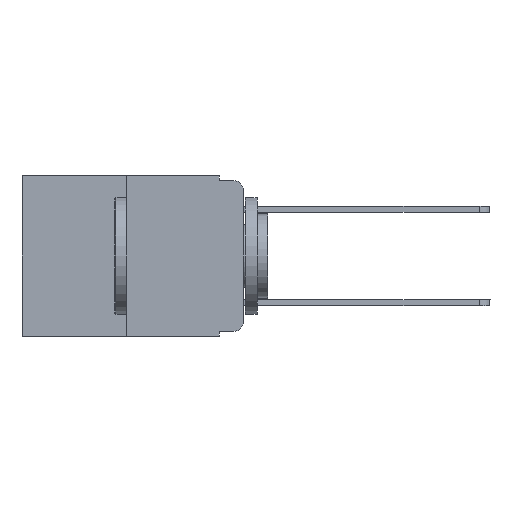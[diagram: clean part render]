
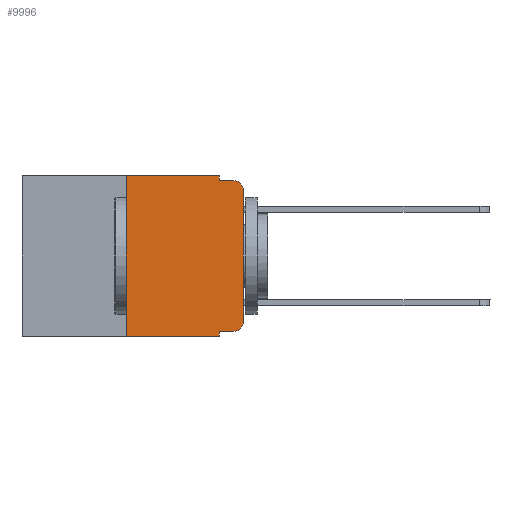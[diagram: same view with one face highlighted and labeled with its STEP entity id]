
A CAD part, left-side view. The second image highlights one B-rep face of the part: STEP entity #9996.
In plain terms, the highlighted planar face has unit normal (-1, 0, 0).
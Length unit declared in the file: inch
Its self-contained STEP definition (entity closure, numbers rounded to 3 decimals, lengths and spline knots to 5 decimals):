
#12 = LINE ( 'NONE', #7252, #8722 ) ;
#338 = CARTESIAN_POINT ( 'NONE',  ( 0., 0.02, -0.01 ) ) ;
#394 = VERTEX_POINT ( 'NONE', #12739 ) ;
#436 = DIRECTION ( 'NONE',  ( 0., -1., 0. ) ) ;
#501 = CARTESIAN_POINT ( 'NONE',  ( 0., 0.02, -0.03 ) ) ;
#574 = VERTEX_POINT ( 'NONE', #11920 ) ;
#643 = VECTOR ( 'NONE', #8218, 39.37008 ) ;
#679 = DIRECTION ( 'NONE',  ( 0., 0., -1. ) ) ;
#765 = LINE ( 'NONE', #1226, #5096 ) ;
#1226 = CARTESIAN_POINT ( 'NONE',  ( 0., 0.051, 0. ) ) ;
#1644 = EDGE_CURVE ( 'NONE', #2220, #574, #8748, .T. ) ;
#1655 = CARTESIAN_POINT ( 'NONE',  ( 0., 0., -0.313 ) ) ;
#2117 = CARTESIAN_POINT ( 'NONE',  ( 0., 0.473, 0. ) ) ;
#2220 = VERTEX_POINT ( 'NONE', #10977 ) ;
#2369 = CARTESIAN_POINT ( 'NONE',  ( 0., 0.25, 0. ) ) ;
#3139 = CARTESIAN_POINT ( 'NONE',  ( 0., 0.051, -0.343 ) ) ;
#3238 = VERTEX_POINT ( 'NONE', #10344 ) ;
#3383 = VECTOR ( 'NONE', #6245, 39.37008 ) ;
#4031 = AXIS2_PLACEMENT_3D ( 'NONE', #501, #6036, #679 ) ;
#4145 = FACE_OUTER_BOUND ( 'NONE', #7823, .T. ) ;
#4635 = DIRECTION ( 'NONE',  ( 0., 0., 1. ) ) ;
#4679 = CARTESIAN_POINT ( 'NONE',  ( 0., 0.051, -0.01 ) ) ;
#4929 = EDGE_CURVE ( 'NONE', #9675, #3238, #6796, .T. ) ;
#4932 = VERTEX_POINT ( 'NONE', #2369 ) ;
#4953 = ORIENTED_EDGE ( 'NONE', *, *, #1644, .T. ) ;
#5096 = VECTOR ( 'NONE', #9671, 39.37008 ) ;
#5271 = ORIENTED_EDGE ( 'NONE', *, *, #9863, .F. ) ;
#5767 = VERTEX_POINT ( 'NONE', #9214 ) ;
#6036 = DIRECTION ( 'NONE',  ( -1., 0., 0. ) ) ;
#6134 = ORIENTED_EDGE ( 'NONE', *, *, #12309, .F. ) ;
#6245 = DIRECTION ( 'NONE',  ( 0., -1., 0. ) ) ;
#6269 = CARTESIAN_POINT ( 'NONE',  ( 0., 0.051, 0. ) ) ;
#6311 = LINE ( 'NONE', #6269, #643 ) ;
#6720 = VECTOR ( 'NONE', #11809, 39.37008 ) ;
#6796 = LINE ( 'NONE', #7842, #11991 ) ;
#7142 = ORIENTED_EDGE ( 'NONE', *, *, #4929, .T. ) ;
#7183 = CIRCLE ( 'NONE', #4031, 0.02 ) ;
#7252 = CARTESIAN_POINT ( 'NONE',  ( 0., 0.473, -0.343 ) ) ;
#7253 = AXIS2_PLACEMENT_3D ( 'NONE', #12930, #7581, #13071 ) ;
#7293 = ORIENTED_EDGE ( 'NONE', *, *, #11549, .T. ) ;
#7502 = CARTESIAN_POINT ( 'NONE',  ( 0., 0.25, 0. ) ) ;
#7581 = DIRECTION ( 'NONE',  ( 1., 0., 0. ) ) ;
#7823 = EDGE_LOOP ( 'NONE', ( #7142, #9672, #6134, #9868, #5271, #9799, #8017, #13649, #4953, #7293 ) ) ;
#7842 = CARTESIAN_POINT ( 'NONE',  ( 0., 0., 0. ) ) ;
#7931 = LINE ( 'NONE', #2117, #3383 ) ;
#8017 = ORIENTED_EDGE ( 'NONE', *, *, #13581, .T. ) ;
#8218 = DIRECTION ( 'NONE',  ( 0., 0., -1. ) ) ;
#8334 = LINE ( 'NONE', #7502, #10831 ) ;
#8588 = DIRECTION ( 'NONE',  ( 0., 0., 1. ) ) ;
#8722 = VECTOR ( 'NONE', #10462, 39.37008 ) ;
#8748 = LINE ( 'NONE', #10735, #6720 ) ;
#9214 = CARTESIAN_POINT ( 'NONE',  ( 0., 0.051, 0. ) ) ;
#9294 = VERTEX_POINT ( 'NONE', #10421 ) ;
#9363 = EDGE_CURVE ( 'NONE', #394, #4932, #8334, .T. ) ;
#9558 = DIRECTION ( 'NONE',  ( 0., 0., -1. ) ) ;
#9647 = LINE ( 'NONE', #4679, #10134 ) ;
#9671 = DIRECTION ( 'NONE',  ( 0., 0., -1. ) ) ;
#9672 = ORIENTED_EDGE ( 'NONE', *, *, #13228, .T. ) ;
#9675 = VERTEX_POINT ( 'NONE', #1655 ) ;
#9799 = ORIENTED_EDGE ( 'NONE', *, *, #9363, .F. ) ;
#9863 = EDGE_CURVE ( 'NONE', #4932, #5767, #7931, .T. ) ;
#9868 = ORIENTED_EDGE ( 'NONE', *, *, #11959, .F. ) ;
#9996 = ADVANCED_FACE ( 'NONE', ( #4145 ), #11974, .F. ) ;
#10134 = VECTOR ( 'NONE', #436, 39.37008 ) ;
#10210 = AXIS2_PLACEMENT_3D ( 'NONE', #11735, #12599, #9558 ) ;
#10344 = CARTESIAN_POINT ( 'NONE',  ( 0., 0., -0.03 ) ) ;
#10421 = CARTESIAN_POINT ( 'NONE',  ( 0., 0.051, -0.01 ) ) ;
#10462 = DIRECTION ( 'NONE',  ( 0., -1., 0. ) ) ;
#10735 = CARTESIAN_POINT ( 'NONE',  ( 0., 0.051, -0.333 ) ) ;
#10831 = VECTOR ( 'NONE', #8588, 39.37008 ) ;
#10944 = VERTEX_POINT ( 'NONE', #3139 ) ;
#10977 = CARTESIAN_POINT ( 'NONE',  ( 0., 0.051, -0.333 ) ) ;
#11549 = EDGE_CURVE ( 'NONE', #574, #9675, #11675, .T. ) ;
#11675 = CIRCLE ( 'NONE', #10210, 0.02 ) ;
#11735 = CARTESIAN_POINT ( 'NONE',  ( 0., 0.02, -0.313 ) ) ;
#11809 = DIRECTION ( 'NONE',  ( 0., -1., 0. ) ) ;
#11920 = CARTESIAN_POINT ( 'NONE',  ( 0., 0.02, -0.333 ) ) ;
#11959 = EDGE_CURVE ( 'NONE', #5767, #9294, #6311, .T. ) ;
#11974 = PLANE ( 'NONE',  #7253 ) ;
#11991 = VECTOR ( 'NONE', #4635, 39.37008 ) ;
#12309 = EDGE_CURVE ( 'NONE', #9294, #13820, #9647, .T. ) ;
#12599 = DIRECTION ( 'NONE',  ( -1., 0., 0. ) ) ;
#12739 = CARTESIAN_POINT ( 'NONE',  ( 0., 0.25, -0.343 ) ) ;
#12746 = EDGE_CURVE ( 'NONE', #2220, #10944, #765, .T. ) ;
#12930 = CARTESIAN_POINT ( 'NONE',  ( 0., 0.473, 0. ) ) ;
#13071 = DIRECTION ( 'NONE',  ( 0., 0., -1. ) ) ;
#13228 = EDGE_CURVE ( 'NONE', #3238, #13820, #7183, .T. ) ;
#13581 = EDGE_CURVE ( 'NONE', #394, #10944, #12, .T. ) ;
#13649 = ORIENTED_EDGE ( 'NONE', *, *, #12746, .F. ) ;
#13820 = VERTEX_POINT ( 'NONE', #338 ) ;
